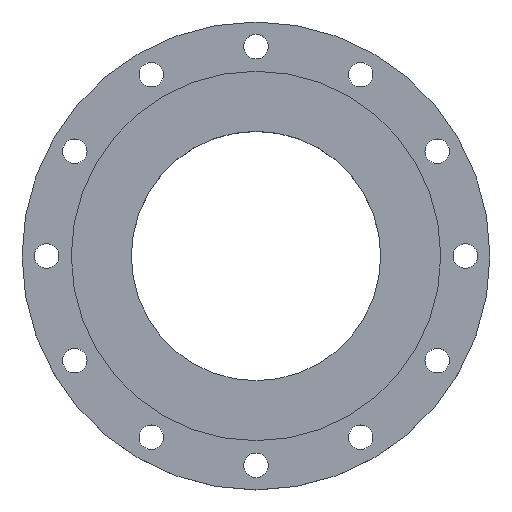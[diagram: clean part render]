
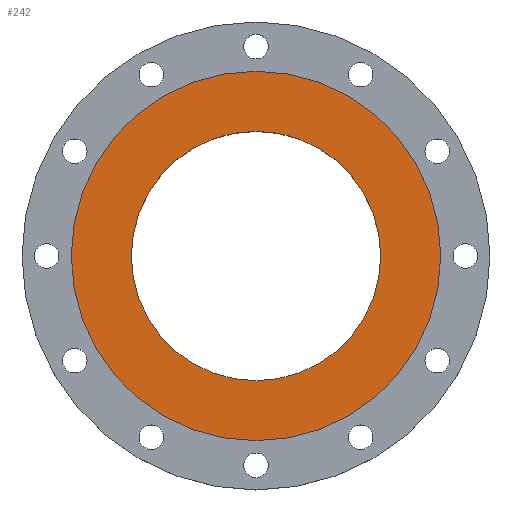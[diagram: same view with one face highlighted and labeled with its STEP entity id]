
A CAD part, top view. The second image highlights one B-rep face of the part: STEP entity #242.
In plain terms, the highlighted planar face has unit normal (0, 0, 1).
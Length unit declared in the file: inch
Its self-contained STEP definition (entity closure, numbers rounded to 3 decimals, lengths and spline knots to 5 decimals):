
#51 = AXIS2_PLACEMENT_3D ( 'NONE', #410, #419, #865 ) ;
#95 = DIRECTION ( 'NONE',  ( 0., 0., -1. ) ) ;
#118 = CIRCLE ( 'NONE', #137, 7.5 ) ;
#137 = AXIS2_PLACEMENT_3D ( 'NONE', #146, #1075, #1191 ) ;
#146 = CARTESIAN_POINT ( 'NONE',  ( 0., 0., 0. ) ) ;
#209 = FACE_BOUND ( 'NONE', #903, .T. ) ;
#210 = CARTESIAN_POINT ( 'NONE',  ( 7.5, 0., 0. ) ) ;
#242 = ADVANCED_FACE ( 'NONE', ( #209, #1332 ), #1098, .F. ) ;
#261 = AXIS2_PLACEMENT_3D ( 'NONE', #782, #1117, #558 ) ;
#338 = ORIENTED_EDGE ( 'NONE', *, *, #862, .T. ) ;
#410 = CARTESIAN_POINT ( 'NONE',  ( 0., 0., 0. ) ) ;
#419 = DIRECTION ( 'NONE',  ( 0., 0., 1. ) ) ;
#438 = DIRECTION ( 'NONE',  ( 0., 0., 1. ) ) ;
#458 = DIRECTION ( 'NONE',  ( -1., 0., 0. ) ) ;
#471 = ORIENTED_EDGE ( 'NONE', *, *, #1408, .F. ) ;
#558 = DIRECTION ( 'NONE',  ( 1., 0., 0. ) ) ;
#664 = CIRCLE ( 'NONE', #971, 5.0625 ) ;
#750 = VERTEX_POINT ( 'NONE', #1490 ) ;
#756 = CARTESIAN_POINT ( 'NONE',  ( 0., 0., 0. ) ) ;
#782 = CARTESIAN_POINT ( 'NONE',  ( 0., 0., 0. ) ) ;
#862 = EDGE_CURVE ( 'NONE', #934, #1160, #118, .T. ) ;
#865 = DIRECTION ( 'NONE',  ( 1., 0., 0. ) ) ;
#900 = CARTESIAN_POINT ( 'NONE',  ( 0., 5.0625, 0. ) ) ;
#903 = EDGE_LOOP ( 'NONE', ( #904, #471 ) ) ;
#904 = ORIENTED_EDGE ( 'NONE', *, *, #1469, .F. ) ;
#934 = VERTEX_POINT ( 'NONE', #1407 ) ;
#959 = VERTEX_POINT ( 'NONE', #1292 ) ;
#971 = AXIS2_PLACEMENT_3D ( 'NONE', #756, #438, #1334 ) ;
#1075 = DIRECTION ( 'NONE',  ( 0., 0., 1. ) ) ;
#1098 = PLANE ( 'NONE',  #1382 ) ;
#1117 = DIRECTION ( 'NONE',  ( 0., 0., 1. ) ) ;
#1154 = ORIENTED_EDGE ( 'NONE', *, *, #1259, .T. ) ;
#1160 = VERTEX_POINT ( 'NONE', #210 ) ;
#1191 = DIRECTION ( 'NONE',  ( 1., 0., 0. ) ) ;
#1205 = CIRCLE ( 'NONE', #261, 7.5 ) ;
#1259 = EDGE_CURVE ( 'NONE', #1160, #934, #1205, .T. ) ;
#1292 = CARTESIAN_POINT ( 'NONE',  ( -5.0625, 0., 0. ) ) ;
#1325 = EDGE_LOOP ( 'NONE', ( #1154, #338 ) ) ;
#1332 = FACE_OUTER_BOUND ( 'NONE', #1325, .T. ) ;
#1334 = DIRECTION ( 'NONE',  ( 1., 0., 0. ) ) ;
#1353 = CIRCLE ( 'NONE', #51, 5.0625 ) ;
#1382 = AXIS2_PLACEMENT_3D ( 'NONE', #900, #95, #458 ) ;
#1407 = CARTESIAN_POINT ( 'NONE',  ( -7.5, 0., 0. ) ) ;
#1408 = EDGE_CURVE ( 'NONE', #959, #750, #664, .T. ) ;
#1469 = EDGE_CURVE ( 'NONE', #750, #959, #1353, .T. ) ;
#1490 = CARTESIAN_POINT ( 'NONE',  ( 5.0625, 0., 0. ) ) ;
